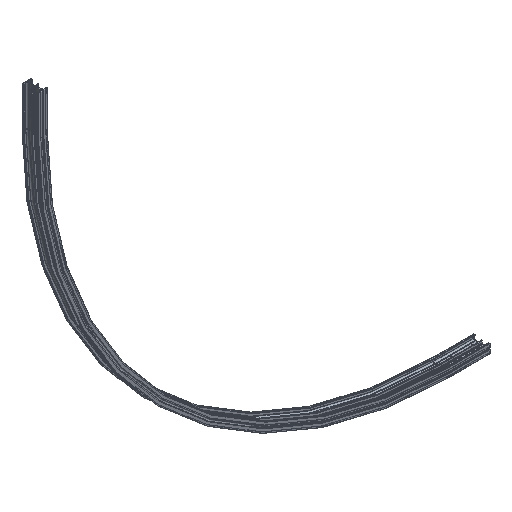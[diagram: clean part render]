
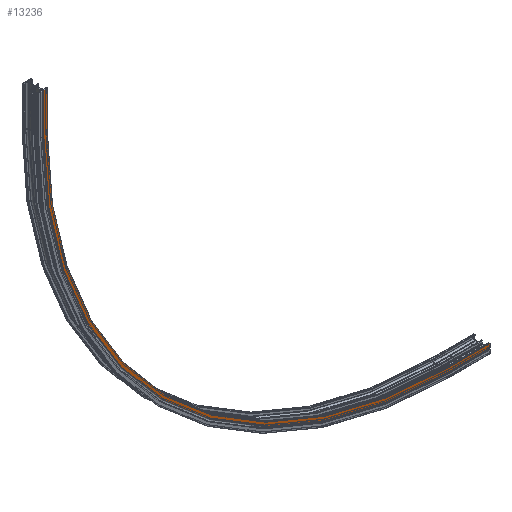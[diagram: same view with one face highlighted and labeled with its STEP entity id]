
A CAD part, isometric view. The second image highlights one B-rep face of the part: STEP entity #13236.
In plain terms, the highlighted planar face has unit normal (0, -1, 0).
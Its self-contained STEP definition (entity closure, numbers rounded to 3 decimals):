
#67 = CIRCLE ( 'NONE', #19642, 1496.76 ) ;
#617 = EDGE_CURVE ( 'NONE', #7344, #7439, #11085, .T. ) ;
#1023 = PLANE ( 'NONE',  #18771 ) ;
#1490 = ORIENTED_EDGE ( 'NONE', *, *, #16883, .T. ) ;
#1648 = CIRCLE ( 'NONE', #4763, 1483.75 ) ;
#1693 = VERTEX_POINT ( 'NONE', #16235 ) ;
#2063 = LINE ( 'NONE', #2916, #11731 ) ;
#2240 = ORIENTED_EDGE ( 'NONE', *, *, #14710, .F. ) ;
#2374 = DIRECTION ( 'NONE',  ( 1., 0., 0. ) ) ;
#2456 = ORIENTED_EDGE ( 'NONE', *, *, #617, .T. ) ;
#2583 = EDGE_CURVE ( 'NONE', #2963, #8086, #1648, .T. ) ;
#2916 = CARTESIAN_POINT ( 'NONE',  ( 16.25, -30.5, 150. ) ) ;
#2963 = VERTEX_POINT ( 'NONE', #18079 ) ;
#3025 = VERTEX_POINT ( 'NONE', #5501 ) ;
#3420 = LINE ( 'NONE', #4509, #12571 ) ;
#3837 = CARTESIAN_POINT ( 'NONE',  ( 1500., -30.5, 0. ) ) ;
#3959 = FACE_OUTER_BOUND ( 'NONE', #10221, .T. ) ;
#4509 = CARTESIAN_POINT ( 'NONE',  ( 1650., -30.5, -1483.75 ) ) ;
#4763 = AXIS2_PLACEMENT_3D ( 'NONE', #7918, #5976, #15843 ) ;
#4974 = CARTESIAN_POINT ( 'NONE',  ( 1500., -30.5, -1496.76 ) ) ;
#5075 = LINE ( 'NONE', #6017, #15057 ) ;
#5337 = CARTESIAN_POINT ( 'NONE',  ( 3.24, -30.5, 0. ) ) ;
#5340 = CARTESIAN_POINT ( 'NONE',  ( 3.24, -30.5, 150. ) ) ;
#5454 = DIRECTION ( 'NONE',  ( 0., 0., 1. ) ) ;
#5501 = CARTESIAN_POINT ( 'NONE',  ( 1650., -30.5, -1496.76 ) ) ;
#5506 = VERTEX_POINT ( 'NONE', #4974 ) ;
#5852 = EDGE_CURVE ( 'NONE', #1693, #2963, #5075, .T. ) ;
#5907 = VECTOR ( 'NONE', #2374, 1000. ) ;
#5976 = DIRECTION ( 'NONE',  ( 0., 1., 0. ) ) ;
#6017 = CARTESIAN_POINT ( 'NONE',  ( 1650., -30.5, -1483.75 ) ) ;
#6719 = CARTESIAN_POINT ( 'NONE',  ( 3.24, -30.5, 0. ) ) ;
#6913 = EDGE_CURVE ( 'NONE', #5506, #7439, #67, .T. ) ;
#7095 = CARTESIAN_POINT ( 'NONE',  ( 16.25, -30.5, 0. ) ) ;
#7268 = CARTESIAN_POINT ( 'NONE',  ( 17.25, -30.5, 150. ) ) ;
#7344 = VERTEX_POINT ( 'NONE', #5340 ) ;
#7439 = VERTEX_POINT ( 'NONE', #6719 ) ;
#7918 = CARTESIAN_POINT ( 'NONE',  ( 1500., -30.5, 0. ) ) ;
#8086 = VERTEX_POINT ( 'NONE', #7095 ) ;
#8098 = DIRECTION ( 'NONE',  ( 0., 0., 1. ) ) ;
#8853 = ORIENTED_EDGE ( 'NONE', *, *, #5852, .T. ) ;
#9649 = ORIENTED_EDGE ( 'NONE', *, *, #2583, .T. ) ;
#10051 = ORIENTED_EDGE ( 'NONE', *, *, #16076, .F. ) ;
#10221 = EDGE_LOOP ( 'NONE', ( #2240, #2456, #18144, #10051, #18200, #8853, #9649, #1490 ) ) ;
#10571 = DIRECTION ( 'NONE',  ( -1., 0., 0. ) ) ;
#11085 = LINE ( 'NONE', #5337, #16685 ) ;
#11470 = LINE ( 'NONE', #16350, #15077 ) ;
#11731 = VECTOR ( 'NONE', #8098, 1000. ) ;
#12276 = DIRECTION ( 'NONE',  ( 0., 1., 0. ) ) ;
#12347 = CARTESIAN_POINT ( 'NONE',  ( 17.25, -30.5, 150. ) ) ;
#12571 = VECTOR ( 'NONE', #17579, 1000. ) ;
#13236 = ADVANCED_FACE ( 'NONE', ( #3959 ), #1023, .F. ) ;
#13331 = LINE ( 'NONE', #7268, #5907 ) ;
#13339 = EDGE_CURVE ( 'NONE', #1693, #3025, #3420, .T. ) ;
#14710 = EDGE_CURVE ( 'NONE', #7344, #17997, #13331, .T. ) ;
#15057 = VECTOR ( 'NONE', #18960, 1000. ) ;
#15077 = VECTOR ( 'NONE', #19357, 1000. ) ;
#15231 = DIRECTION ( 'NONE',  ( 0., 1., 0. ) ) ;
#15843 = DIRECTION ( 'NONE',  ( 0., 0., 1. ) ) ;
#16076 = EDGE_CURVE ( 'NONE', #3025, #5506, #11470, .T. ) ;
#16235 = CARTESIAN_POINT ( 'NONE',  ( 1650., -30.5, -1483.75 ) ) ;
#16350 = CARTESIAN_POINT ( 'NONE',  ( 1650., -30.5, -1496.76 ) ) ;
#16685 = VECTOR ( 'NONE', #19974, 1000. ) ;
#16883 = EDGE_CURVE ( 'NONE', #8086, #17997, #2063, .T. ) ;
#17579 = DIRECTION ( 'NONE',  ( 0., 0., -1. ) ) ;
#17997 = VERTEX_POINT ( 'NONE', #20675 ) ;
#18079 = CARTESIAN_POINT ( 'NONE',  ( 1500., -30.5, -1483.75 ) ) ;
#18144 = ORIENTED_EDGE ( 'NONE', *, *, #6913, .F. ) ;
#18200 = ORIENTED_EDGE ( 'NONE', *, *, #13339, .F. ) ;
#18771 = AXIS2_PLACEMENT_3D ( 'NONE', #12347, #12276, #10571 ) ;
#18960 = DIRECTION ( 'NONE',  ( -1., 0., 0. ) ) ;
#19357 = DIRECTION ( 'NONE',  ( -1., 0., 0. ) ) ;
#19642 = AXIS2_PLACEMENT_3D ( 'NONE', #3837, #15231, #5454 ) ;
#19974 = DIRECTION ( 'NONE',  ( 0., 0., -1. ) ) ;
#20675 = CARTESIAN_POINT ( 'NONE',  ( 16.25, -30.5, 150. ) ) ;
